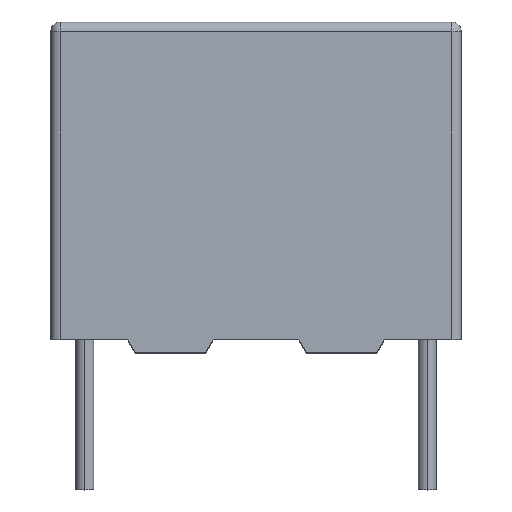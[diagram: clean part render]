
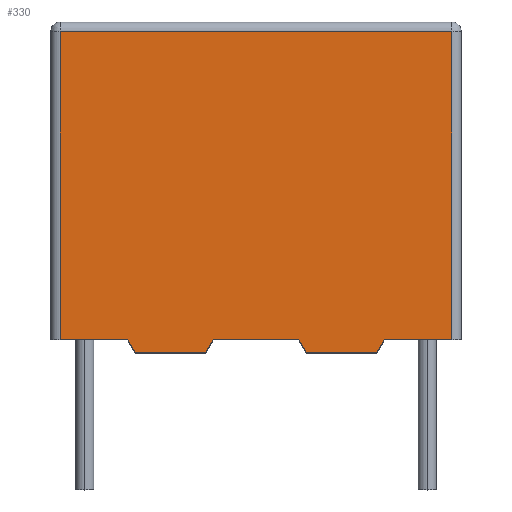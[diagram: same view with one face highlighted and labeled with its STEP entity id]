
A CAD part, top view. The second image highlights one B-rep face of the part: STEP entity #330.
In plain terms, the highlighted planar face has unit normal (0, 0, 1).
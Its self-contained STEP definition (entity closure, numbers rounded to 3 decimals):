
#3 = ORIENTED_EDGE ( 'NONE', *, *, #925, .T. ) ;
#21 = ORIENTED_EDGE ( 'NONE', *, *, #231, .T. ) ;
#24 = EDGE_CURVE ( 'NONE', #1260, #1365, #1582, .T. ) ;
#37 = CARTESIAN_POINT ( 'NONE',  ( 2.21, 0., 4.25 ) ) ;
#58 = VERTEX_POINT ( 'NONE', #1854 ) ;
#60 = LINE ( 'NONE', #235, #695 ) ;
#63 = VERTEX_POINT ( 'NONE', #72 ) ;
#72 = CARTESIAN_POINT ( 'NONE',  ( 8.575, 0.58, 4.25 ) ) ;
#115 = DIRECTION ( 'NONE',  ( 1., 0., 0. ) ) ;
#122 = LINE ( 'NONE', #1535, #1476 ) ;
#142 = LINE ( 'NONE', #1760, #783 ) ;
#166 = EDGE_LOOP ( 'NONE', ( #1921, #798, #590, #1294, #1285, #3, #808, #1251, #626, #21, #1483, #832 ) ) ;
#231 = EDGE_CURVE ( 'NONE', #1371, #1456, #142, .T. ) ;
#235 = CARTESIAN_POINT ( 'NONE',  ( -8.575, 0.58, 4.25 ) ) ;
#259 = LINE ( 'NONE', #490, #1641 ) ;
#294 = VECTOR ( 'NONE', #1772, 1000. ) ;
#330 = ADVANCED_FACE ( 'NONE', ( #1287 ), #1774, .T. ) ;
#347 = DIRECTION ( 'NONE',  ( 0.5, 0.866, 0. ) ) ;
#361 = CARTESIAN_POINT ( 'NONE',  ( 1.875, 0.58, 4.25 ) ) ;
#368 = LINE ( 'NONE', #1728, #378 ) ;
#378 = VECTOR ( 'NONE', #416, 1000. ) ;
#401 = CARTESIAN_POINT ( 'NONE',  ( -1.875, 0.58, 4.25 ) ) ;
#416 = DIRECTION ( 'NONE',  ( 0.5, -0.866, 0. ) ) ;
#490 = CARTESIAN_POINT ( 'NONE',  ( -5.625, 0.58, 4.25 ) ) ;
#493 = CARTESIAN_POINT ( 'NONE',  ( -9., 0.58, 4.25 ) ) ;
#513 = VECTOR ( 'NONE', #949, 1000. ) ;
#517 = EDGE_CURVE ( 'NONE', #58, #1847, #1377, .T. ) ;
#535 = CARTESIAN_POINT ( 'NONE',  ( 5.625, 0.58, 4.25 ) ) ;
#538 = CARTESIAN_POINT ( 'NONE',  ( 5.625, 0.58, 4.25 ) ) ;
#542 = CARTESIAN_POINT ( 'NONE',  ( 0., 0., 4.25 ) ) ;
#548 = VECTOR ( 'NONE', #1813, 1000. ) ;
#553 = VERTEX_POINT ( 'NONE', #1096 ) ;
#557 = EDGE_CURVE ( 'NONE', #1847, #1260, #60, .T. ) ;
#566 = VECTOR ( 'NONE', #934, 1000. ) ;
#578 = DIRECTION ( 'NONE',  ( -1., 0., 0. ) ) ;
#590 = ORIENTED_EDGE ( 'NONE', *, *, #24, .T. ) ;
#594 = DIRECTION ( 'NONE',  ( 0., -1., 0. ) ) ;
#605 = AXIS2_PLACEMENT_3D ( 'NONE', #542, #1062, #931 ) ;
#626 = ORIENTED_EDGE ( 'NONE', *, *, #880, .T. ) ;
#683 = VECTOR ( 'NONE', #578, 1000. ) ;
#695 = VECTOR ( 'NONE', #594, 1000. ) ;
#759 = CARTESIAN_POINT ( 'NONE',  ( -1.875, 0.58, 4.25 ) ) ;
#783 = VECTOR ( 'NONE', #1616, 1000. ) ;
#798 = ORIENTED_EDGE ( 'NONE', *, *, #557, .T. ) ;
#808 = ORIENTED_EDGE ( 'NONE', *, *, #1864, .T. ) ;
#817 = CARTESIAN_POINT ( 'NONE',  ( 5.29, 0., 4.25 ) ) ;
#832 = ORIENTED_EDGE ( 'NONE', *, *, #1811, .T. ) ;
#839 = LINE ( 'NONE', #1549, #1571 ) ;
#880 = EDGE_CURVE ( 'NONE', #1297, #1371, #122, .T. ) ;
#892 = VERTEX_POINT ( 'NONE', #361 ) ;
#925 = EDGE_CURVE ( 'NONE', #1214, #1931, #839, .T. ) ;
#931 = DIRECTION ( 'NONE',  ( 1., 0., 0. ) ) ;
#934 = DIRECTION ( 'NONE',  ( 1., 0., 0. ) ) ;
#949 = DIRECTION ( 'NONE',  ( 0., 1., 0. ) ) ;
#1014 = CARTESIAN_POINT ( 'NONE',  ( -5.625, 0.58, 4.25 ) ) ;
#1062 = DIRECTION ( 'NONE',  ( 0., 0., 1. ) ) ;
#1083 = DIRECTION ( 'NONE',  ( 1., 0., 0. ) ) ;
#1096 = CARTESIAN_POINT ( 'NONE',  ( -5.29, 0., 4.25 ) ) ;
#1134 = LINE ( 'NONE', #1207, #513 ) ;
#1154 = CARTESIAN_POINT ( 'NONE',  ( -8.575, 0.58, 4.25 ) ) ;
#1171 = LINE ( 'NONE', #759, #566 ) ;
#1180 = CARTESIAN_POINT ( 'NONE',  ( -5.29, 0., 4.25 ) ) ;
#1197 = CARTESIAN_POINT ( 'NONE',  ( -9., 14.075, 4.25 ) ) ;
#1207 = CARTESIAN_POINT ( 'NONE',  ( 8.575, 14.5, 4.25 ) ) ;
#1214 = VERTEX_POINT ( 'NONE', #1915 ) ;
#1251 = ORIENTED_EDGE ( 'NONE', *, *, #1613, .T. ) ;
#1260 = VERTEX_POINT ( 'NONE', #1154 ) ;
#1285 = ORIENTED_EDGE ( 'NONE', *, *, #1882, .T. ) ;
#1287 = FACE_OUTER_BOUND ( 'NONE', #166, .T. ) ;
#1294 = ORIENTED_EDGE ( 'NONE', *, *, #1334, .T. ) ;
#1297 = VERTEX_POINT ( 'NONE', #37 ) ;
#1334 = EDGE_CURVE ( 'NONE', #1365, #553, #259, .T. ) ;
#1365 = VERTEX_POINT ( 'NONE', #1014 ) ;
#1371 = VERTEX_POINT ( 'NONE', #817 ) ;
#1377 = LINE ( 'NONE', #1197, #683 ) ;
#1399 = DIRECTION ( 'NONE',  ( 0.5, -0.866, 0. ) ) ;
#1407 = VECTOR ( 'NONE', #115, 1000. ) ;
#1446 = LINE ( 'NONE', #535, #1407 ) ;
#1456 = VERTEX_POINT ( 'NONE', #538 ) ;
#1476 = VECTOR ( 'NONE', #1083, 1000. ) ;
#1483 = ORIENTED_EDGE ( 'NONE', *, *, #1723, .T. ) ;
#1535 = CARTESIAN_POINT ( 'NONE',  ( 5.29, 0., 4.25 ) ) ;
#1549 = CARTESIAN_POINT ( 'NONE',  ( -1.875, 0.58, 4.25 ) ) ;
#1571 = VECTOR ( 'NONE', #347, 1000. ) ;
#1582 = LINE ( 'NONE', #493, #294 ) ;
#1613 = EDGE_CURVE ( 'NONE', #892, #1297, #368, .T. ) ;
#1616 = DIRECTION ( 'NONE',  ( 0.5, 0.866, 0. ) ) ;
#1641 = VECTOR ( 'NONE', #1399, 1000. ) ;
#1723 = EDGE_CURVE ( 'NONE', #1456, #63, #1446, .T. ) ;
#1728 = CARTESIAN_POINT ( 'NONE',  ( 1.875, 0.58, 4.25 ) ) ;
#1760 = CARTESIAN_POINT ( 'NONE',  ( 5.625, 0.58, 4.25 ) ) ;
#1772 = DIRECTION ( 'NONE',  ( 1., 0., 0. ) ) ;
#1774 = PLANE ( 'NONE',  #605 ) ;
#1811 = EDGE_CURVE ( 'NONE', #63, #58, #1134, .T. ) ;
#1813 = DIRECTION ( 'NONE',  ( 1., 0., 0. ) ) ;
#1839 = CARTESIAN_POINT ( 'NONE',  ( -8.575, 14.075, 4.25 ) ) ;
#1847 = VERTEX_POINT ( 'NONE', #1839 ) ;
#1854 = CARTESIAN_POINT ( 'NONE',  ( 8.575, 14.075, 4.25 ) ) ;
#1864 = EDGE_CURVE ( 'NONE', #1931, #892, #1171, .T. ) ;
#1880 = LINE ( 'NONE', #1180, #548 ) ;
#1882 = EDGE_CURVE ( 'NONE', #553, #1214, #1880, .T. ) ;
#1915 = CARTESIAN_POINT ( 'NONE',  ( -2.21, 0., 4.25 ) ) ;
#1921 = ORIENTED_EDGE ( 'NONE', *, *, #517, .T. ) ;
#1931 = VERTEX_POINT ( 'NONE', #401 ) ;
